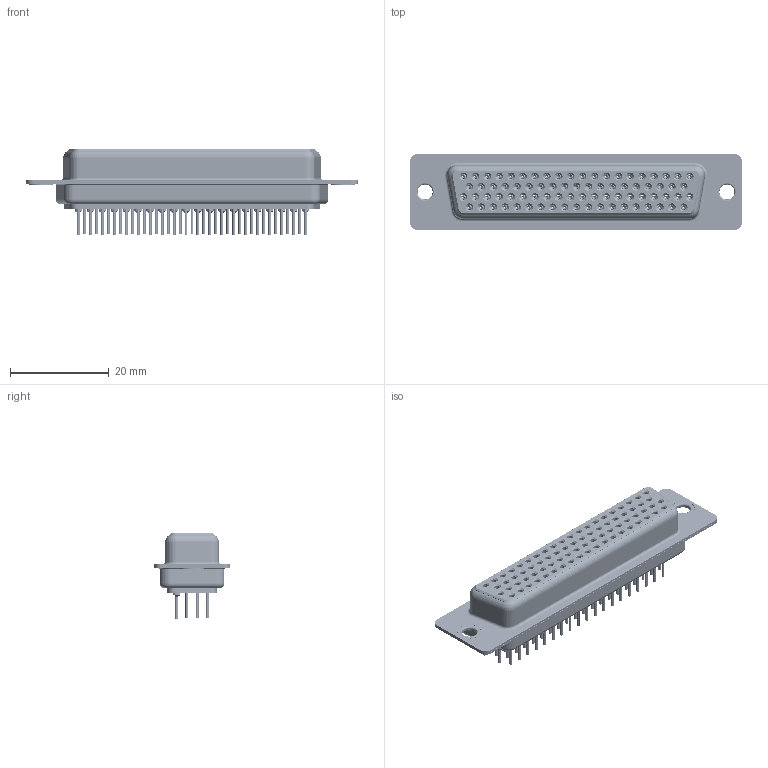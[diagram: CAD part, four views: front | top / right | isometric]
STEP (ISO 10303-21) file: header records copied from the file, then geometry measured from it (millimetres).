
FILE_DESCRIPTION (( 'STEP AP203' ), '1' );
FILE_NAME ('MHHDD-78FNS-A1.STEP', '2025-11-20T14:10:59', ( '' ), ( '' ), 'SwSTEP 2.0', 'SolidWorks 2023', '' );
FILE_SCHEMA (( 'CONFIG_CONTROL_DESIGN' ));
Length unit declared in the file: millimetre
Products named in the file (9): MHHDD Contact Row 2_30L; MHHDD Contact Row 1_30L; MHHDD Contact Row 3_30L; MHHDD-78FNS-A1; MHHDD Contact Row 78_30L; MHHDD Shell Front_78 Contacts; MHHDD Housing_78 Contacts; MHHDD Shell Rear_78 Contacts; MHHDD Thru Hole Rivet
Assembly tree (83 placements, depth 2):
  MHHDD-78FNS-A1
    MHHDD Housing_78 Contacts
    MHHDD Shell Front_78 Contacts
    MHHDD Shell Rear_78 Contacts
    MHHDD Contact Row 1_30L  x19
    MHHDD Contact Row 2_30L  x20
    MHHDD Contact Row 3_30L  x19
    MHHDD Contact Row 78_30L  x20
    MHHDD Thru Hole Rivet  x2
Bounding box: 67.2 x 15.4 x 17.3 mm (x, y, z)
Volume: 5612.5 mm3; surface area: 20010.2 mm2
Topology: 83 solids, 83 shells, 10168 faces, 25853 edges, 16018 vertices
Faces by surface type: cylinder 2695, plane 2489, torus 2133, bspline 1560, cone 1291
Entity records: 56185 total; most frequent: CARTESIAN_POINT 13136, DIRECTION 9036, ORIENTED_EDGE 7862, EDGE_CURVE 3931, AXIS2_PLACEMENT_3D 3834, VERTEX_POINT 2484, CIRCLE 2122, EDGE_LOOP 2119
